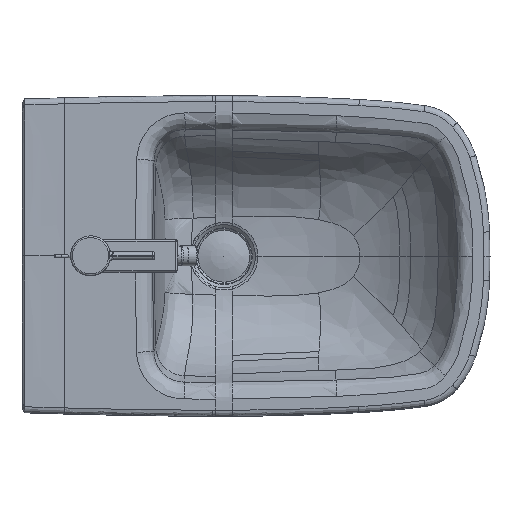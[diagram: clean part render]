
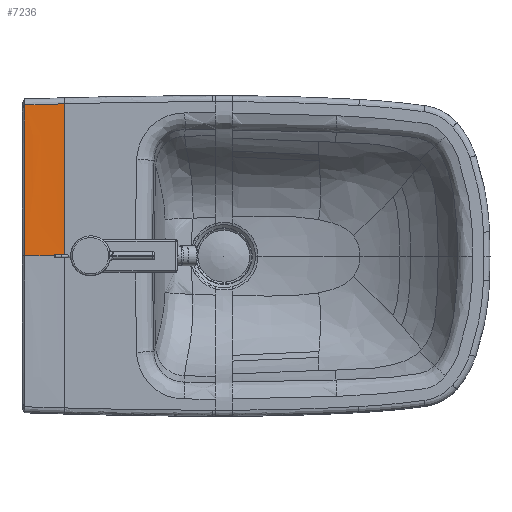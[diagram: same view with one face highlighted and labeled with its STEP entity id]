
A CAD part, top view. The second image highlights one B-rep face of the part: STEP entity #7236.
In plain terms, the highlighted free-form (B-spline) face has degree [5, 5] with [6, 6] control points.
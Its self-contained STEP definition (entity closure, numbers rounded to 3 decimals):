
#5128=CARTESIAN_POINT('',(49.,175.478,0.));
#5129=VERTEX_POINT('',#5128);
#5130=CARTESIAN_POINT('',(49.,0.,0.));
#5131=VERTEX_POINT('',#5130);
#5132=CARTESIAN_POINT('',(49.0,175.478,0.));
#5133=DIRECTION('',(0.0,-1.,0.));
#5134=VECTOR('',#5133,175.478);
#5135=LINE('',#5132,#5134);
#5136=EDGE_CURVE('',#5129,#5131,#5135,.T.);
#7162=CARTESIAN_POINT('',(49.,175.478,0.));
#7163=CARTESIAN_POINT('',(49.,140.382,0.));
#7164=CARTESIAN_POINT('',(49.,105.287,0.));
#7165=CARTESIAN_POINT('',(49.,70.191,0.));
#7166=CARTESIAN_POINT('',(49.,35.096,0.));
#7167=CARTESIAN_POINT('',(49.,0.,0.));
#7168=CARTESIAN_POINT('',(39.799,175.309,0.003));
#7169=CARTESIAN_POINT('',(39.798,140.247,0.016));
#7170=CARTESIAN_POINT('',(39.798,105.185,0.02));
#7171=CARTESIAN_POINT('',(39.797,70.123,0.02));
#7172=CARTESIAN_POINT('',(39.797,35.062,0.021));
#7173=CARTESIAN_POINT('',(39.797,0.,0.021));
#7174=CARTESIAN_POINT('',(30.598,175.131,0.006));
#7175=CARTESIAN_POINT('',(30.597,140.106,0.031));
#7176=CARTESIAN_POINT('',(30.597,105.08,0.039));
#7177=CARTESIAN_POINT('',(30.596,70.053,0.041));
#7178=CARTESIAN_POINT('',(30.596,35.027,0.041));
#7179=CARTESIAN_POINT('',(30.596,0.,0.041));
#7180=CARTESIAN_POINT('',(21.397,174.945,0.037));
#7181=CARTESIAN_POINT('',(21.397,139.958,0.208));
#7182=CARTESIAN_POINT('',(21.396,104.97,0.323));
#7183=CARTESIAN_POINT('',(21.396,69.981,0.396));
#7184=CARTESIAN_POINT('',(21.396,34.99,0.432));
#7185=CARTESIAN_POINT('',(21.396,0.,0.432));
#7186=CARTESIAN_POINT('',(12.197,174.749,0.081));
#7187=CARTESIAN_POINT('',(12.196,139.804,0.456));
#7188=CARTESIAN_POINT('',(12.196,104.855,0.726));
#7189=CARTESIAN_POINT('',(12.196,69.904,0.902));
#7190=CARTESIAN_POINT('',(12.196,34.952,0.99));
#7191=CARTESIAN_POINT('',(12.196,0.,0.99));
#7192=CARTESIAN_POINT('',(2.996,174.545,0.118));
#7193=CARTESIAN_POINT('',(2.996,139.641,0.659));
#7194=CARTESIAN_POINT('',(2.996,104.733,1.059));
#7195=CARTESIAN_POINT('',(2.996,69.823,1.323));
#7196=CARTESIAN_POINT('',(2.996,34.912,1.455));
#7197=CARTESIAN_POINT('',(2.996,0.,1.455));
#7198=B_SPLINE_SURFACE_WITH_KNOTS('',5,5,((#7162,#7168,#7174,#7180,#7186,#7192),(#7163,#7169,#7175,#7181,#7187,#7193),(#7164,#7170,#7176,#7182,#7188,#7194),(#7165,#7171,#7177,#7183,#7189,#7195),(#7166,#7172,#7178,#7184,#7190,#7196),(#7167,#7173,#7179,#7185,#7191,#7197)),.UNSPECIFIED.,.F.,.F.,.U.,(6,6),(6,6),(7.419,182.308),(0.0,46.046),.UNSPECIFIED.);
#7199=CARTESIAN_POINT('',(3.,174.204,0.123));
#7200=VERTEX_POINT('',#7199);
#7201=CARTESIAN_POINT('',(49.,175.478,0.));
#7202=CARTESIAN_POINT('',(33.658,175.071,0.005));
#7203=CARTESIAN_POINT('',(18.344,174.658,0.058));
#7204=CARTESIAN_POINT('',(3.,174.204,0.123));
#7205=B_SPLINE_CURVE_WITH_KNOTS('',3,(#7201,#7202,#7203,#7204),.UNSPECIFIED.,.F.,.U.,(4,4),(145.418,210.581),.UNSPECIFIED.);
#7206=EDGE_CURVE('',#5129,#7200,#7205,.T.);
#7207=ORIENTED_EDGE('',*,*,#7206,.T.);
#7208=CARTESIAN_POINT('',(2.996,0.,1.455));
#7209=VERTEX_POINT('',#7208);
#7210=CARTESIAN_POINT('',(2.996,0.,1.455));
#7211=CARTESIAN_POINT('',(2.996,29.015,1.455));
#7212=CARTESIAN_POINT('',(2.997,58.1,1.345));
#7213=CARTESIAN_POINT('',(2.998,101.627,1.015));
#7214=CARTESIAN_POINT('',(2.999,116.149,0.876));
#7215=CARTESIAN_POINT('',(2.999,137.918,0.626));
#7216=CARTESIAN_POINT('',(3.,145.176,0.536));
#7217=CARTESIAN_POINT('',(3.,159.69,0.34));
#7218=CARTESIAN_POINT('',(3.,166.947,0.235));
#7219=CARTESIAN_POINT('',(3.,174.204,0.123));
#7220=B_SPLINE_CURVE_WITH_KNOTS('',3,(#7210,#7211,#7212,#7213,#7214,#7215,#7216,#7217,#7218,#7219),.UNSPECIFIED.,.F.,.U.,(4,2,2,2,4),(0.,8.704,13.058,15.236,17.413),.UNSPECIFIED.);
#7221=EDGE_CURVE('',#7209,#7200,#7220,.T.);
#7222=ORIENTED_EDGE('',*,*,#7221,.F.);
#7223=CARTESIAN_POINT('',(49.,0.,0.));
#7224=CARTESIAN_POINT('',(41.41,0.,0.017));
#7225=CARTESIAN_POINT('',(33.821,0.,0.081));
#7226=CARTESIAN_POINT('',(26.234,0.,0.343));
#7227=CARTESIAN_POINT('',(18.486,0.,0.611));
#7228=CARTESIAN_POINT('',(10.74,0.,1.064));
#7229=CARTESIAN_POINT('',(2.996,0.,1.455));
#7230=B_SPLINE_CURVE_WITH_KNOTS('',3,(#7223,#7224,#7225,#7226,#7227,#7228,#7229),.UNSPECIFIED.,.F.,.U.,(4,3,4),(0.0,32.213,65.105),.UNSPECIFIED.);
#7231=EDGE_CURVE('',#7209,#5131,#7230,.F.);
#7232=ORIENTED_EDGE('',*,*,#7231,.T.);
#7233=ORIENTED_EDGE('',*,*,#5136,.F.);
#7234=EDGE_LOOP('',(#7207,#7222,#7232,#7233));
#7235=FACE_OUTER_BOUND('',#7234,.T.);
#7236=ADVANCED_FACE('',(#7235),#7198,.F.);
